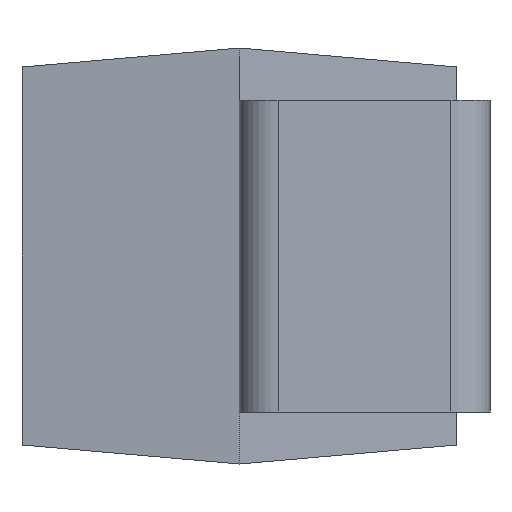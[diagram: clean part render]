
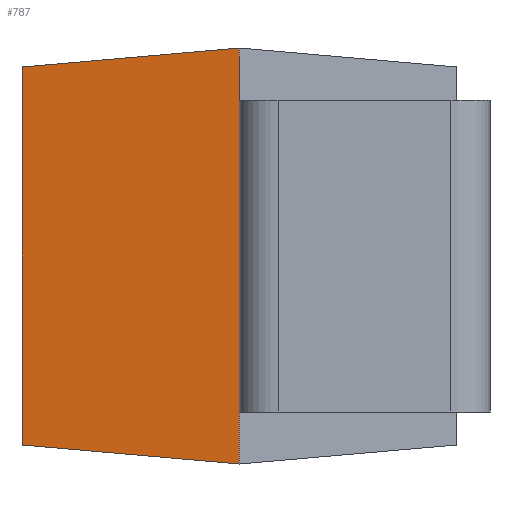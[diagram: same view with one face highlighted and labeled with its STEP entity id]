
A CAD part, left-side view. The second image highlights one B-rep face of the part: STEP entity #787.
In plain terms, the highlighted planar face has unit normal (-0.996, 0.087, 0).
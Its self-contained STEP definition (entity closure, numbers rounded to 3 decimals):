
#16 = CARTESIAN_POINT ( 'NONE',  ( -1.438, 1.103, -0.788 ) ) ;
#119 = DIRECTION ( 'NONE',  ( -0.996, 0.087, 0. ) ) ;
#152 = DIRECTION ( 'NONE',  ( -0.087, -0.992, 0.087 ) ) ;
#163 = DIRECTION ( 'NONE',  ( -0.087, -0.992, -0.087 ) ) ;
#164 = VERTEX_POINT ( 'NONE', #1636 ) ;
#184 = CARTESIAN_POINT ( 'NONE',  ( -1.45, 0.965, 0.6 ) ) ;
#216 = VECTOR ( 'NONE', #1389, 1000. ) ;
#223 = VERTEX_POINT ( 'NONE', #2150 ) ;
#303 = EDGE_CURVE ( 'NONE', #386, #164, #1035, .T. ) ;
#386 = VERTEX_POINT ( 'NONE', #1624 ) ;
#394 = AXIS2_PLACEMENT_3D ( 'NONE', #1319, #119, #2152 ) ;
#397 = ORIENTED_EDGE ( 'NONE', *, *, #1369, .T. ) ;
#467 = VERTEX_POINT ( 'NONE', #826 ) ;
#526 = DIRECTION ( 'NONE',  ( 0., 0., 1. ) ) ;
#529 = DIRECTION ( 'NONE',  ( 0., 0., 1. ) ) ;
#552 = LINE ( 'NONE', #1719, #926 ) ;
#598 = CARTESIAN_POINT ( 'NONE',  ( -1.377, 1.8, 0.727 ) ) ;
#657 = VECTOR ( 'NONE', #2056, 1000. ) ;
#737 = ORIENTED_EDGE ( 'NONE', *, *, #1491, .T. ) ;
#744 = ORIENTED_EDGE ( 'NONE', *, *, #1462, .T. ) ;
#787 = ADVANCED_FACE ( 'NONE', ( #1483 ), #1495, .T. ) ;
#820 = EDGE_LOOP ( 'NONE', ( #1572, #744, #737, #880, #1301, #397 ) ) ;
#826 = CARTESIAN_POINT ( 'NONE',  ( -1.45, 0.965, 0.8 ) ) ;
#880 = ORIENTED_EDGE ( 'NONE', *, *, #1303, .F. ) ;
#926 = VECTOR ( 'NONE', #529, 1000. ) ;
#1035 = LINE ( 'NONE', #1361, #1634 ) ;
#1052 = LINE ( 'NONE', #1229, #216 ) ;
#1072 = CARTESIAN_POINT ( 'NONE',  ( -1.377, 1.8, 0.8 ) ) ;
#1225 = LINE ( 'NONE', #1072, #657 ) ;
#1229 = CARTESIAN_POINT ( 'NONE',  ( -1.45, 0.965, 0.8 ) ) ;
#1301 = ORIENTED_EDGE ( 'NONE', *, *, #1795, .F. ) ;
#1303 = EDGE_CURVE ( 'NONE', #2038, #467, #1474, .T. ) ;
#1306 = VERTEX_POINT ( 'NONE', #184 ) ;
#1319 = CARTESIAN_POINT ( 'NONE',  ( -1.45, 0.965, 0.8 ) ) ;
#1334 = VECTOR ( 'NONE', #152, 1000. ) ;
#1361 = CARTESIAN_POINT ( 'NONE',  ( -1.45, 0.965, 0.8 ) ) ;
#1369 = EDGE_CURVE ( 'NONE', #223, #386, #1830, .T. ) ;
#1389 = DIRECTION ( 'NONE',  ( 0., 0., 1. ) ) ;
#1398 = VECTOR ( 'NONE', #163, 1000. ) ;
#1462 = EDGE_CURVE ( 'NONE', #164, #1306, #552, .T. ) ;
#1474 = LINE ( 'NONE', #1652, #1334 ) ;
#1483 = FACE_OUTER_BOUND ( 'NONE', #820, .T. ) ;
#1491 = EDGE_CURVE ( 'NONE', #1306, #467, #1052, .T. ) ;
#1495 = PLANE ( 'NONE',  #394 ) ;
#1572 = ORIENTED_EDGE ( 'NONE', *, *, #303, .T. ) ;
#1624 = CARTESIAN_POINT ( 'NONE',  ( -1.45, 0.965, -0.8 ) ) ;
#1634 = VECTOR ( 'NONE', #526, 1000. ) ;
#1636 = CARTESIAN_POINT ( 'NONE',  ( -1.45, 0.965, -0.6 ) ) ;
#1652 = CARTESIAN_POINT ( 'NONE',  ( -1.428, 1.215, 0.778 ) ) ;
#1719 = CARTESIAN_POINT ( 'NONE',  ( -1.45, 0.965, -0.6 ) ) ;
#1795 = EDGE_CURVE ( 'NONE', #223, #2038, #1225, .T. ) ;
#1830 = LINE ( 'NONE', #16, #1398 ) ;
#2038 = VERTEX_POINT ( 'NONE', #598 ) ;
#2056 = DIRECTION ( 'NONE',  ( 0., 0., 1. ) ) ;
#2150 = CARTESIAN_POINT ( 'NONE',  ( -1.377, 1.8, -0.727 ) ) ;
#2152 = DIRECTION ( 'NONE',  ( -0.087, -0.996, 0. ) ) ;
